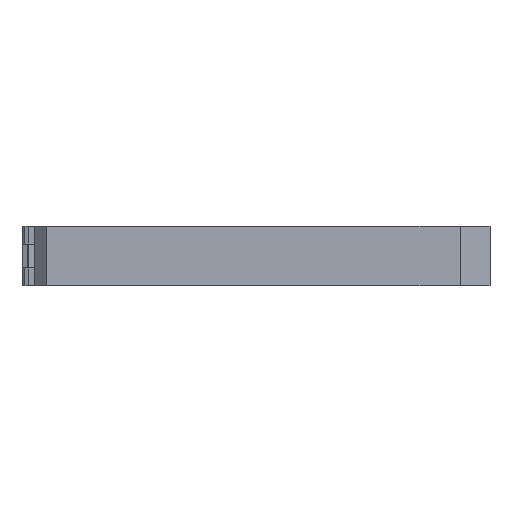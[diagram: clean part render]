
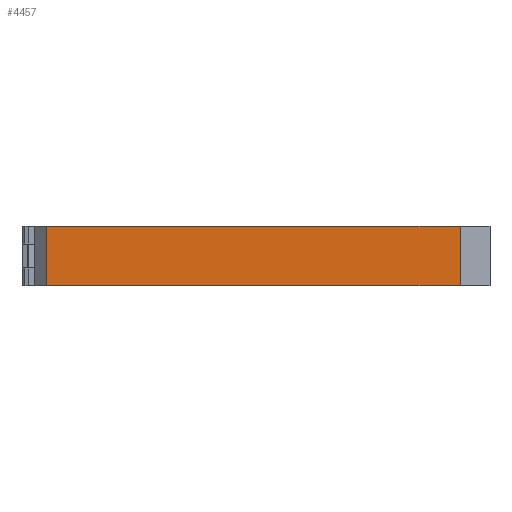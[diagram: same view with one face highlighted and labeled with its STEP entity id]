
A CAD part, front view. The second image highlights one B-rep face of the part: STEP entity #4457.
In plain terms, the highlighted planar face has unit normal (0, -1, 0).
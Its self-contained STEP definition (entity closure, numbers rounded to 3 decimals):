
#54 = PLANE('',#55);
#55 = AXIS2_PLACEMENT_3D('',#56,#57,#58);
#56 = CARTESIAN_POINT('',(-37.477,-40.305,0.));
#57 = DIRECTION('',(0.,0.,1.));
#58 = DIRECTION('',(0.707,0.707,0.));
#108 = PLANE('',#109);
#109 = AXIS2_PLACEMENT_3D('',#110,#111,#112);
#110 = CARTESIAN_POINT('',(-37.477,-40.305,10.));
#111 = DIRECTION('',(0.,0.,1.));
#112 = DIRECTION('',(0.707,0.707,0.));
#1092 = VERTEX_POINT('',#1093);
#1093 = CARTESIAN_POINT('',(-69.905,-0.811,0.));
#1106 = PLANE('',#1107);
#1107 = AXIS2_PLACEMENT_3D('',#1108,#1109,#1110);
#1108 = CARTESIAN_POINT('',(-68.858,-1.858,-1.));
#1109 = DIRECTION('',(0.707,0.707,0.));
#1110 = DIRECTION('',(0.,0.,1.));
#1117 = EDGE_CURVE('',#1118,#1092,#1120,.T.);
#1118 = VERTEX_POINT('',#1119);
#1119 = CARTESIAN_POINT('',(-0.811,-0.811,0.));
#1120 = SURFACE_CURVE('',#1121,(#1125,#1131),.PCURVE_S1.);
#1121 = LINE('',#1122,#1123);
#1122 = CARTESIAN_POINT('',(-17.324,-0.811,0.));
#1123 = VECTOR('',#1124,1.);
#1124 = DIRECTION('',(-1.,0.,0.));
#1125 = PCURVE('',#54,#1126);
#1126 = DEFINITIONAL_REPRESENTATION('',(#1127),#1130);
#1127 = B_SPLINE_CURVE_WITH_KNOTS('',1,(#1128,#1129),.UNSPECIFIED.,.F.,
  .F.,(2,2),(-23.616,61.621),.PIECEWISE_BEZIER_KNOTS.);
#1128 = CARTESIAN_POINT('',(58.875,-3.023));
#1129 = CARTESIAN_POINT('',(-1.396,57.249));
#1130 = ( GEOMETRIC_REPRESENTATION_CONTEXT(2) 
PARAMETRIC_REPRESENTATION_CONTEXT() REPRESENTATION_CONTEXT('2D SPACE',''
  ) );
#1131 = PCURVE('',#1132,#1137);
#1132 = PLANE('',#1133);
#1133 = AXIS2_PLACEMENT_3D('',#1134,#1135,#1136);
#1134 = CARTESIAN_POINT('',(2.828,-0.811,-1.));
#1135 = DIRECTION('',(0.,1.,0.));
#1136 = DIRECTION('',(0.,0.,1.));
#1137 = DEFINITIONAL_REPRESENTATION('',(#1138),#1141);
#1138 = B_SPLINE_CURVE_WITH_KNOTS('',1,(#1139,#1140),.UNSPECIFIED.,.F.,
  .F.,(2,2),(-23.616,61.621),.PIECEWISE_BEZIER_KNOTS.);
#1139 = CARTESIAN_POINT('',(1.,3.463));
#1140 = CARTESIAN_POINT('',(1.,-81.774));
#1141 = ( GEOMETRIC_REPRESENTATION_CONTEXT(2) 
PARAMETRIC_REPRESENTATION_CONTEXT() REPRESENTATION_CONTEXT('2D SPACE',''
  ) );
#1158 = PLANE('',#1159);
#1159 = AXIS2_PLACEMENT_3D('',#1160,#1161,#1162);
#1160 = CARTESIAN_POINT('',(-13.435,-13.435,-1.));
#1161 = DIRECTION('',(-0.707,0.707,0.));
#1162 = DIRECTION('',(0.,0.,1.));
#3113 = VERTEX_POINT('',#3114);
#3114 = CARTESIAN_POINT('',(-69.905,-0.811,10.));
#3133 = EDGE_CURVE('',#3134,#3113,#3136,.T.);
#3134 = VERTEX_POINT('',#3135);
#3135 = CARTESIAN_POINT('',(-0.811,-0.811,10.));
#3136 = SURFACE_CURVE('',#3137,(#3141,#3147),.PCURVE_S1.);
#3137 = LINE('',#3138,#3139);
#3138 = CARTESIAN_POINT('',(-17.324,-0.811,10.));
#3139 = VECTOR('',#3140,1.);
#3140 = DIRECTION('',(-1.,0.,0.));
#3141 = PCURVE('',#108,#3142);
#3142 = DEFINITIONAL_REPRESENTATION('',(#3143),#3146);
#3143 = B_SPLINE_CURVE_WITH_KNOTS('',1,(#3144,#3145),.UNSPECIFIED.,.F.,
  .F.,(2,2),(-23.616,61.621),.PIECEWISE_BEZIER_KNOTS.);
#3144 = CARTESIAN_POINT('',(58.875,-3.023));
#3145 = CARTESIAN_POINT('',(-1.396,57.249));
#3146 = ( GEOMETRIC_REPRESENTATION_CONTEXT(2) 
PARAMETRIC_REPRESENTATION_CONTEXT() REPRESENTATION_CONTEXT('2D SPACE',''
  ) );
#3147 = PCURVE('',#1132,#3148);
#3148 = DEFINITIONAL_REPRESENTATION('',(#3149),#3152);
#3149 = B_SPLINE_CURVE_WITH_KNOTS('',1,(#3150,#3151),.UNSPECIFIED.,.F.,
  .F.,(2,2),(-23.616,61.621),.PIECEWISE_BEZIER_KNOTS.);
#3150 = CARTESIAN_POINT('',(11.,3.463));
#3151 = CARTESIAN_POINT('',(11.,-81.774));
#3152 = ( GEOMETRIC_REPRESENTATION_CONTEXT(2) 
PARAMETRIC_REPRESENTATION_CONTEXT() REPRESENTATION_CONTEXT('2D SPACE',''
  ) );
#4437 = EDGE_CURVE('',#3134,#1118,#4438,.T.);
#4438 = SURFACE_CURVE('',#4439,(#4443,#4449),.PCURVE_S1.);
#4439 = LINE('',#4440,#4441);
#4440 = CARTESIAN_POINT('',(-0.811,-0.811,-1.));
#4441 = VECTOR('',#4442,1.);
#4442 = DIRECTION('',(0.,0.,-1.));
#4443 = PCURVE('',#1158,#4444);
#4444 = DEFINITIONAL_REPRESENTATION('',(#4445),#4448);
#4445 = B_SPLINE_CURVE_WITH_KNOTS('',1,(#4446,#4447),.UNSPECIFIED.,.F.,
  .F.,(2,2),(-14.3,1.3),.PIECEWISE_BEZIER_KNOTS.);
#4446 = CARTESIAN_POINT('',(14.3,17.853));
#4447 = CARTESIAN_POINT('',(-1.3,17.853));
#4448 = ( GEOMETRIC_REPRESENTATION_CONTEXT(2) 
PARAMETRIC_REPRESENTATION_CONTEXT() REPRESENTATION_CONTEXT('2D SPACE',''
  ) );
#4449 = PCURVE('',#1132,#4450);
#4450 = DEFINITIONAL_REPRESENTATION('',(#4451),#4454);
#4451 = B_SPLINE_CURVE_WITH_KNOTS('',1,(#4452,#4453),.UNSPECIFIED.,.F.,
  .F.,(2,2),(-14.3,1.3),.PIECEWISE_BEZIER_KNOTS.);
#4452 = CARTESIAN_POINT('',(14.3,-3.64));
#4453 = CARTESIAN_POINT('',(-1.3,-3.64));
#4454 = ( GEOMETRIC_REPRESENTATION_CONTEXT(2) 
PARAMETRIC_REPRESENTATION_CONTEXT() REPRESENTATION_CONTEXT('2D SPACE',''
  ) );
#4457 = ADVANCED_FACE('',(#4458),#1132,.F.);
#4458 = FACE_BOUND('',#4459,.F.);
#4459 = EDGE_LOOP('',(#4460,#4461,#4462,#4463));
#4460 = ORIENTED_EDGE('',*,*,#3133,.F.);
#4461 = ORIENTED_EDGE('',*,*,#4437,.T.);
#4462 = ORIENTED_EDGE('',*,*,#1117,.T.);
#4463 = ORIENTED_EDGE('',*,*,#4464,.F.);
#4464 = EDGE_CURVE('',#3113,#1092,#4465,.T.);
#4465 = SURFACE_CURVE('',#4466,(#4470,#4476),.PCURVE_S1.);
#4466 = LINE('',#4467,#4468);
#4467 = CARTESIAN_POINT('',(-69.905,-0.811,-1.));
#4468 = VECTOR('',#4469,1.);
#4469 = DIRECTION('',(0.,0.,-1.));
#4470 = PCURVE('',#1132,#4471);
#4471 = DEFINITIONAL_REPRESENTATION('',(#4472),#4475);
#4472 = B_SPLINE_CURVE_WITH_KNOTS('',1,(#4473,#4474),.UNSPECIFIED.,.F.,
  .F.,(2,2),(-12.,0.),.PIECEWISE_BEZIER_KNOTS.);
#4473 = CARTESIAN_POINT('',(12.,-72.733));
#4474 = CARTESIAN_POINT('',(0.,-72.733));
#4475 = ( GEOMETRIC_REPRESENTATION_CONTEXT(2) 
PARAMETRIC_REPRESENTATION_CONTEXT() REPRESENTATION_CONTEXT('2D SPACE',''
  ) );
#4476 = PCURVE('',#1106,#4477);
#4477 = DEFINITIONAL_REPRESENTATION('',(#4478),#4481);
#4478 = B_SPLINE_CURVE_WITH_KNOTS('',1,(#4479,#4480),.UNSPECIFIED.,.F.,
  .F.,(2,2),(-12.,0.),.PIECEWISE_BEZIER_KNOTS.);
#4479 = CARTESIAN_POINT('',(12.,-1.48));
#4480 = CARTESIAN_POINT('',(0.,-1.48));
#4481 = ( GEOMETRIC_REPRESENTATION_CONTEXT(2) 
PARAMETRIC_REPRESENTATION_CONTEXT() REPRESENTATION_CONTEXT('2D SPACE',''
  ) );
